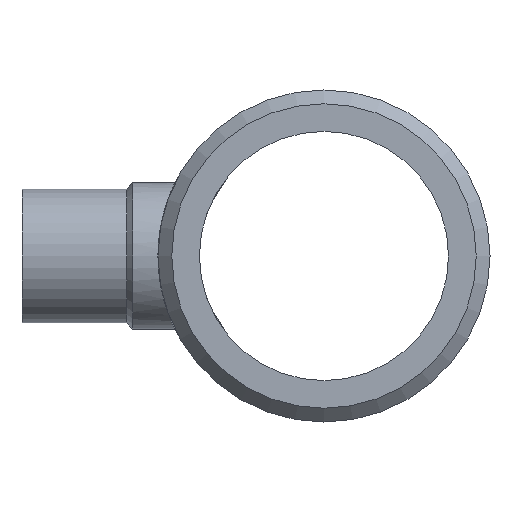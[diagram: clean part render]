
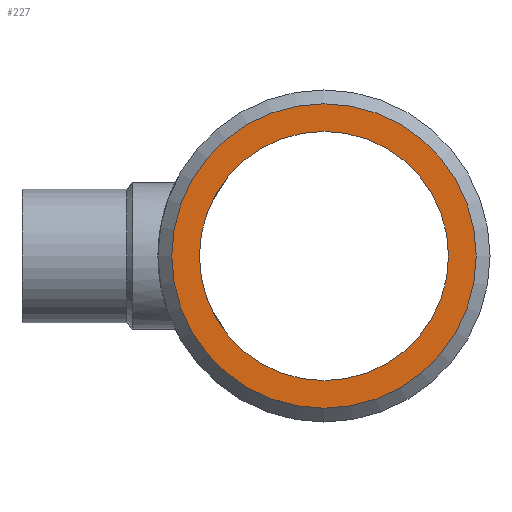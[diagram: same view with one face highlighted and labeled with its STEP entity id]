
A CAD part, left-side view. The second image highlights one B-rep face of the part: STEP entity #227.
In plain terms, the highlighted planar face has unit normal (-1, 0, 0).
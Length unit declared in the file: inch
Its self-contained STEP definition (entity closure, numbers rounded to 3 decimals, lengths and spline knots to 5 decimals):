
#8 = CARTESIAN_POINT ( 'NONE',  ( -24.80315, 0., 0. ) ) ;
#10 = EDGE_CURVE ( 'NONE', #46, #46, #532, .T. ) ;
#38 = DIRECTION ( 'NONE',  ( -1., 0., 0. ) ) ;
#46 = VERTEX_POINT ( 'NONE', #158 ) ;
#47 = CARTESIAN_POINT ( 'NONE',  ( -24.80315, 0., -4.02756 ) ) ;
#66 = ORIENTED_EDGE ( 'NONE', *, *, #10, .T. ) ;
#132 = AXIS2_PLACEMENT_3D ( 'NONE', #188, #185, #179 ) ;
#139 = DIRECTION ( 'NONE',  ( 0., 0., -1. ) ) ;
#145 = AXIS2_PLACEMENT_3D ( 'NONE', #426, #242, #239 ) ;
#158 = CARTESIAN_POINT ( 'NONE',  ( -24.80315, 0., -4.92126 ) ) ;
#179 = DIRECTION ( 'NONE',  ( 0., 0., -1. ) ) ;
#180 = AXIS2_PLACEMENT_3D ( 'NONE', #8, #38, #139 ) ;
#185 = DIRECTION ( 'NONE',  ( 1., 0., 0. ) ) ;
#188 = CARTESIAN_POINT ( 'NONE',  ( -24.80315, 0., 0. ) ) ;
#227 = ADVANCED_FACE ( 'NONE', ( #355, #354 ), #249, .T. ) ;
#239 = DIRECTION ( 'NONE',  ( 0., 0., 1. ) ) ;
#242 = DIRECTION ( 'NONE',  ( -1., 0., 0. ) ) ;
#249 = PLANE ( 'NONE',  #145 ) ;
#298 = CIRCLE ( 'NONE', #132, 4.02756 ) ;
#310 = EDGE_LOOP ( 'NONE', ( #417 ) ) ;
#320 = EDGE_CURVE ( 'NONE', #552, #552, #298, .T. ) ;
#354 = FACE_BOUND ( 'NONE', #310, .T. ) ;
#355 = FACE_OUTER_BOUND ( 'NONE', #523, .T. ) ;
#417 = ORIENTED_EDGE ( 'NONE', *, *, #320, .T. ) ;
#426 = CARTESIAN_POINT ( 'NONE',  ( -24.80315, 2.46063, 0. ) ) ;
#523 = EDGE_LOOP ( 'NONE', ( #66 ) ) ;
#532 = CIRCLE ( 'NONE', #180, 4.92126 ) ;
#552 = VERTEX_POINT ( 'NONE', #47 ) ;
